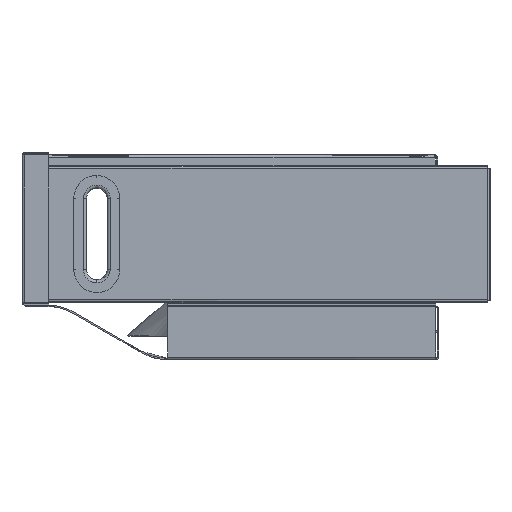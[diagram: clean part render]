
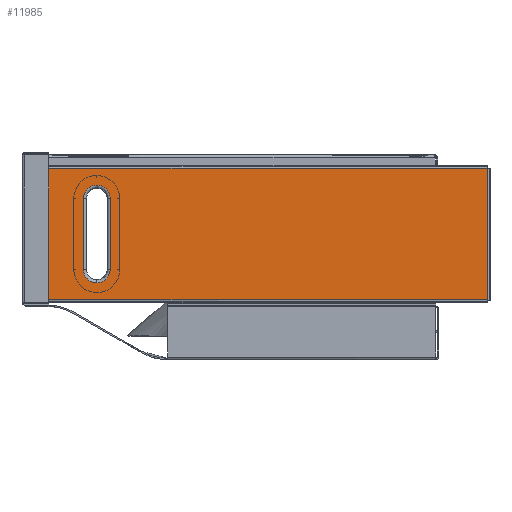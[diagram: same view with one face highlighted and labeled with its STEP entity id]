
A CAD part, left-side view. The second image highlights one B-rep face of the part: STEP entity #11985.
In plain terms, the highlighted free-form (B-spline) face has degree [1, 1] with [2, 2] control points.
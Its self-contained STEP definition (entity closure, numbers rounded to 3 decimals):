
#11496 = VERTEX_POINT('',#11497);
#11497 = CARTESIAN_POINT('',(-125.147,71.518,
    -68.495));
#11512 = VERTEX_POINT('',#11513);
#11513 = CARTESIAN_POINT('',(-125.147,78.645,
    -61.368));
#11519 = EDGE_CURVE('',#11496,#11512,#11520,.T.);
#11520 = ( BOUNDED_CURVE() B_SPLINE_CURVE(2,(#11521,#11522,#11523),
.UNSPECIFIED.,.F.,.F.) B_SPLINE_CURVE_WITH_KNOTS((3,3),(0.,
1.571),.PIECEWISE_BEZIER_KNOTS.) CURVE() 
GEOMETRIC_REPRESENTATION_ITEM() RATIONAL_B_SPLINE_CURVE((1.,
0.707,1.)) REPRESENTATION_ITEM('') );
#11521 = CARTESIAN_POINT('',(-125.147,71.518,
    -68.495));
#11522 = CARTESIAN_POINT('',(-125.147,78.645,
    -68.495));
#11523 = CARTESIAN_POINT('',(-125.147,78.645,
    -61.368));
#11539 = VERTEX_POINT('',#11540);
#11540 = CARTESIAN_POINT('',(-125.147,78.645,
    -23.358));
#11559 = VERTEX_POINT('',#11560);
#11560 = CARTESIAN_POINT('',(-125.147,64.392,
    -23.358));
#11566 = EDGE_CURVE('',#11539,#11559,#11567,.T.);
#11567 = ( BOUNDED_CURVE() B_SPLINE_CURVE(2,(#11568,#11569,#11570,#11571
,#11572),.UNSPECIFIED.,.F.,.F.) B_SPLINE_CURVE_WITH_KNOTS((3,2,3),(
    1.571,3.142,4.712),
.PIECEWISE_BEZIER_KNOTS.) CURVE() GEOMETRIC_REPRESENTATION_ITEM() 
RATIONAL_B_SPLINE_CURVE((1.,0.707,1.,0.707,1.)) 
REPRESENTATION_ITEM('') );
#11568 = CARTESIAN_POINT('',(-125.147,78.645,
    -23.358));
#11569 = CARTESIAN_POINT('',(-125.147,78.645,
    -16.232));
#11570 = CARTESIAN_POINT('',(-125.147,71.518,
    -16.232));
#11571 = CARTESIAN_POINT('',(-125.147,64.392,
    -16.232));
#11572 = CARTESIAN_POINT('',(-125.147,64.392,
    -23.358));
#11594 = VERTEX_POINT('',#11595);
#11595 = CARTESIAN_POINT('',(-125.147,64.392,
    -61.368));
#11610 = EDGE_CURVE('',#11594,#11496,#11611,.T.);
#11611 = ( BOUNDED_CURVE() B_SPLINE_CURVE(2,(#11612,#11613,#11614),
.UNSPECIFIED.,.F.,.F.) B_SPLINE_CURVE_WITH_KNOTS((3,3),(4.712,
6.283),.PIECEWISE_BEZIER_KNOTS.) CURVE() 
GEOMETRIC_REPRESENTATION_ITEM() RATIONAL_B_SPLINE_CURVE((1.,
0.707,1.)) REPRESENTATION_ITEM('') );
#11612 = CARTESIAN_POINT('',(-125.147,64.392,
    -61.368));
#11613 = CARTESIAN_POINT('',(-125.147,64.392,
    -68.495));
#11614 = CARTESIAN_POINT('',(-125.147,71.518,
    -68.495));
#11821 = EDGE_CURVE('',#11512,#11539,#11822,.T.);
#11822 = B_SPLINE_CURVE_WITH_KNOTS('',1,(#11823,#11824),.UNSPECIFIED.,
  .F.,.F.,(2,2),(-40.,0.),.PIECEWISE_BEZIER_KNOTS.);
#11823 = CARTESIAN_POINT('',(-125.147,78.645,
    -61.368));
#11824 = CARTESIAN_POINT('',(-125.147,78.645,
    -23.358));
#11985 = ADVANCED_FACE('',(#11986,#11997),#12027,.F.);
#11986 = FACE_BOUND('',#11987,.T.);
#11987 = EDGE_LOOP('',(#11988,#11989,#11990,#11995,#11996));
#11988 = ORIENTED_EDGE('',*,*,#11821,.T.);
#11989 = ORIENTED_EDGE('',*,*,#11566,.T.);
#11990 = ORIENTED_EDGE('',*,*,#11991,.T.);
#11991 = EDGE_CURVE('',#11559,#11594,#11992,.T.);
#11992 = B_SPLINE_CURVE_WITH_KNOTS('',1,(#11993,#11994),.UNSPECIFIED.,
  .F.,.F.,(2,2),(0.,40.),.PIECEWISE_BEZIER_KNOTS.);
#11993 = CARTESIAN_POINT('',(-125.147,64.392,
    -23.358));
#11994 = CARTESIAN_POINT('',(-125.147,64.392,
    -61.368));
#11995 = ORIENTED_EDGE('',*,*,#11610,.T.);
#11996 = ORIENTED_EDGE('',*,*,#11519,.T.);
#11997 = FACE_BOUND('',#11998,.T.);
#11998 = EDGE_LOOP('',(#11999,#12008,#12015,#12022));
#11999 = ORIENTED_EDGE('',*,*,#12000,.F.);
#12000 = EDGE_CURVE('',#12001,#12003,#12005,.T.);
#12001 = VERTEX_POINT('',#12002);
#12002 = CARTESIAN_POINT('',(-125.147,109.528,
    -7.067));
#12003 = VERTEX_POINT('',#12004);
#12004 = CARTESIAN_POINT('',(-125.147,-137.535,
    -7.067));
#12005 = B_SPLINE_CURVE_WITH_KNOTS('',1,(#12006,#12007),.UNSPECIFIED.,
  .F.,.F.,(2,2),(-260.,0.),.PIECEWISE_BEZIER_KNOTS.);
#12006 = CARTESIAN_POINT('',(-125.147,109.528,
    -7.067));
#12007 = CARTESIAN_POINT('',(-125.147,-137.535,
    -7.067));
#12008 = ORIENTED_EDGE('',*,*,#12009,.F.);
#12009 = EDGE_CURVE('',#12010,#12001,#12012,.T.);
#12010 = VERTEX_POINT('',#12011);
#12011 = CARTESIAN_POINT('',(-125.147,109.528,
    -77.66));
#12012 = B_SPLINE_CURVE_WITH_KNOTS('',1,(#12013,#12014),.UNSPECIFIED.,
  .F.,.F.,(2,2),(0.,74.29),.PIECEWISE_BEZIER_KNOTS.);
#12013 = CARTESIAN_POINT('',(-125.147,109.528,
    -77.66));
#12014 = CARTESIAN_POINT('',(-125.147,109.528,
    -7.067));
#12015 = ORIENTED_EDGE('',*,*,#12016,.F.);
#12016 = EDGE_CURVE('',#12017,#12010,#12019,.T.);
#12017 = VERTEX_POINT('',#12018);
#12018 = CARTESIAN_POINT('',(-125.147,-137.535,
    -77.66));
#12019 = B_SPLINE_CURVE_WITH_KNOTS('',1,(#12020,#12021),.UNSPECIFIED.,
  .F.,.F.,(2,2),(0.,260.),.PIECEWISE_BEZIER_KNOTS.);
#12020 = CARTESIAN_POINT('',(-125.147,-137.535,
    -77.66));
#12021 = CARTESIAN_POINT('',(-125.147,109.528,
    -77.66));
#12022 = ORIENTED_EDGE('',*,*,#12023,.F.);
#12023 = EDGE_CURVE('',#12003,#12017,#12024,.T.);
#12024 = B_SPLINE_CURVE_WITH_KNOTS('',1,(#12025,#12026),.UNSPECIFIED.,
  .F.,.F.,(2,2),(-74.29,-0.),.PIECEWISE_BEZIER_KNOTS.);
#12025 = CARTESIAN_POINT('',(-125.147,-137.535,
    -7.067));
#12026 = CARTESIAN_POINT('',(-125.147,-137.535,
    -77.66));
#12027 = B_SPLINE_SURFACE_WITH_KNOTS('',1,1,(
    (#12028,#12029)
    ,(#12030,#12031
    )),.UNSPECIFIED.,.F.,.F.,.F.,(2,2),(2,2),(-37.145,37.145),(-130.,
    130.),.PIECEWISE_BEZIER_KNOTS.);
#12028 = CARTESIAN_POINT('',(-125.147,-137.535,
    -7.067));
#12029 = CARTESIAN_POINT('',(-125.147,109.528,
    -7.067));
#12030 = CARTESIAN_POINT('',(-125.147,-137.535,
    -77.66));
#12031 = CARTESIAN_POINT('',(-125.147,109.528,
    -77.66));
